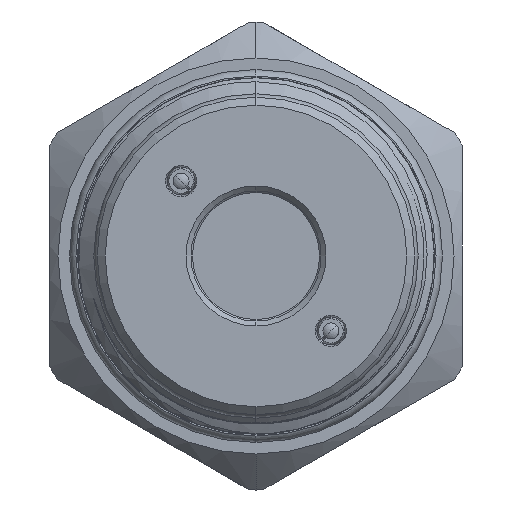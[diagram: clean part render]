
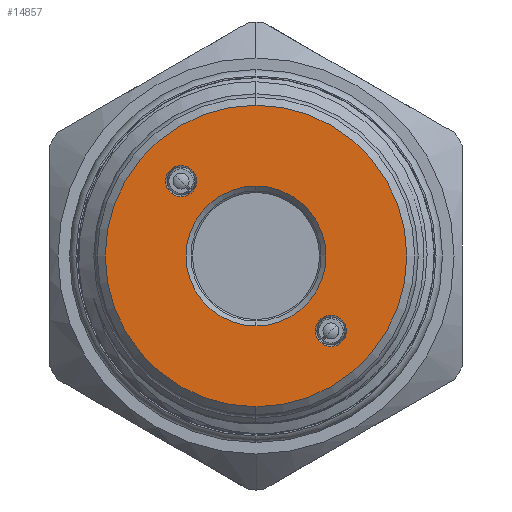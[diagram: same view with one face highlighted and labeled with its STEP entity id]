
A CAD part, left-side view. The second image highlights one B-rep face of the part: STEP entity #14857.
In plain terms, the highlighted planar face has unit normal (-1, 0, 0).
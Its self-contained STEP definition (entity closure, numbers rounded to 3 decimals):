
#315 = EDGE_CURVE ( 'NONE', #1603, #4547, #15990, .T. ) ;
#379 = DIRECTION ( 'NONE',  ( 0., 0., -1. ) ) ;
#413 = ORIENTED_EDGE ( 'NONE', *, *, #2638, .T. ) ;
#489 = AXIS2_PLACEMENT_3D ( 'NONE', #5340, #12869, #10503 ) ;
#545 = DIRECTION ( 'NONE',  ( -1., 0., 0. ) ) ;
#612 = CARTESIAN_POINT ( 'NONE',  ( -7.9, -7.495, -9.056 ) ) ;
#905 = DIRECTION ( 'NONE',  ( 0., 0., 1. ) ) ;
#1590 = FACE_OUTER_BOUND ( 'NONE', #2771, .T. ) ;
#1603 = VERTEX_POINT ( 'NONE', #13197 ) ;
#1655 = DIRECTION ( 'NONE',  ( 0., 0., 1. ) ) ;
#1667 = AXIS2_PLACEMENT_3D ( 'NONE', #13019, #10741, #14865 ) ;
#2638 = EDGE_CURVE ( 'NONE', #10152, #14364, #4192, .T. ) ;
#2655 = CARTESIAN_POINT ( 'NONE',  ( -7.9, 7.495, 9.056 ) ) ;
#2771 = EDGE_LOOP ( 'NONE', ( #10744, #16157 ) ) ;
#3196 = DIRECTION ( 'NONE',  ( -1., 0., 0. ) ) ;
#3204 = DIRECTION ( 'NONE',  ( 0., 0., 1. ) ) ;
#4139 = VERTEX_POINT ( 'NONE', #12416 ) ;
#4192 = CIRCLE ( 'NONE', #1667, 7. ) ;
#4235 = AXIS2_PLACEMENT_3D ( 'NONE', #14411, #15599, #14355 ) ;
#4547 = VERTEX_POINT ( 'NONE', #14846 ) ;
#4801 = CIRCLE ( 'NONE', #10108, 7. ) ;
#5110 = VERTEX_POINT ( 'NONE', #16450 ) ;
#5340 = CARTESIAN_POINT ( 'NONE',  ( -7.9, 0., 0. ) ) ;
#5572 = AXIS2_PLACEMENT_3D ( 'NONE', #6470, #7704, #1655 ) ;
#6107 = ORIENTED_EDGE ( 'NONE', *, *, #11494, .F. ) ;
#6216 = FACE_BOUND ( 'NONE', #16000, .T. ) ;
#6470 = CARTESIAN_POINT ( 'NONE',  ( -7.9, 7.495, 7.495 ) ) ;
#6810 = CARTESIAN_POINT ( 'NONE',  ( -7.9, 0., 0. ) ) ;
#6964 = CARTESIAN_POINT ( 'NONE',  ( -7.9, 0., 7. ) ) ;
#7058 = DIRECTION ( 'NONE',  ( 0., 0., 1. ) ) ;
#7180 = EDGE_CURVE ( 'NONE', #13857, #5110, #13804, .T. ) ;
#7255 = CIRCLE ( 'NONE', #5572, 1.561 ) ;
#7506 = EDGE_CURVE ( 'NONE', #4139, #14812, #7255, .T. ) ;
#7574 = CIRCLE ( 'NONE', #4235, 1.561 ) ;
#7704 = DIRECTION ( 'NONE',  ( -1., 0., 0. ) ) ;
#8610 = DIRECTION ( 'NONE',  ( -1., 0., 0. ) ) ;
#9409 = DIRECTION ( 'NONE',  ( -1., 0., 0. ) ) ;
#9799 = EDGE_CURVE ( 'NONE', #4547, #1603, #13955, .T. ) ;
#9978 = FACE_BOUND ( 'NONE', #10030, .T. ) ;
#10030 = EDGE_LOOP ( 'NONE', ( #6107, #16465 ) ) ;
#10108 = AXIS2_PLACEMENT_3D ( 'NONE', #6810, #15841, #10747 ) ;
#10152 = VERTEX_POINT ( 'NONE', #13444 ) ;
#10258 = ORIENTED_EDGE ( 'NONE', *, *, #16138, .T. ) ;
#10503 = DIRECTION ( 'NONE',  ( 0., 0., 1. ) ) ;
#10618 = ORIENTED_EDGE ( 'NONE', *, *, #7180, .F. ) ;
#10719 = CIRCLE ( 'NONE', #12963, 1.561 ) ;
#10741 = DIRECTION ( 'NONE',  ( 1., 0., 0. ) ) ;
#10744 = ORIENTED_EDGE ( 'NONE', *, *, #315, .T. ) ;
#10747 = DIRECTION ( 'NONE',  ( 0., 0., 1. ) ) ;
#10812 = CARTESIAN_POINT ( 'NONE',  ( -7.9, -7.495, -7.495 ) ) ;
#11494 = EDGE_CURVE ( 'NONE', #14812, #4139, #10719, .T. ) ;
#11677 = PLANE ( 'NONE',  #489 ) ;
#11736 = EDGE_CURVE ( 'NONE', #5110, #13857, #7574, .T. ) ;
#12063 = CARTESIAN_POINT ( 'NONE',  ( -7.9, 0., 0. ) ) ;
#12334 = CARTESIAN_POINT ( 'NONE',  ( -7.9, 7.495, 7.495 ) ) ;
#12416 = CARTESIAN_POINT ( 'NONE',  ( -7.9, 7.495, 5.935 ) ) ;
#12531 = AXIS2_PLACEMENT_3D ( 'NONE', #12063, #3196, #7058 ) ;
#12814 = AXIS2_PLACEMENT_3D ( 'NONE', #10812, #545, #379 ) ;
#12869 = DIRECTION ( 'NONE',  ( 1., 0., 0. ) ) ;
#12963 = AXIS2_PLACEMENT_3D ( 'NONE', #12334, #8610, #905 ) ;
#12986 = FACE_BOUND ( 'NONE', #13383, .T. ) ;
#13019 = CARTESIAN_POINT ( 'NONE',  ( -7.9, 0., 0. ) ) ;
#13197 = CARTESIAN_POINT ( 'NONE',  ( -7.9, 0., 15.075 ) ) ;
#13383 = EDGE_LOOP ( 'NONE', ( #413, #10258 ) ) ;
#13444 = CARTESIAN_POINT ( 'NONE',  ( -7.9, 0., -7. ) ) ;
#13467 = CARTESIAN_POINT ( 'NONE',  ( -7.9, 0., 0. ) ) ;
#13804 = CIRCLE ( 'NONE', #12814, 1.561 ) ;
#13857 = VERTEX_POINT ( 'NONE', #612 ) ;
#13955 = CIRCLE ( 'NONE', #12531, 15.075 ) ;
#14355 = DIRECTION ( 'NONE',  ( 0., 0., -1. ) ) ;
#14364 = VERTEX_POINT ( 'NONE', #6964 ) ;
#14411 = CARTESIAN_POINT ( 'NONE',  ( -7.9, -7.495, -7.495 ) ) ;
#14474 = AXIS2_PLACEMENT_3D ( 'NONE', #13467, #9409, #3204 ) ;
#14812 = VERTEX_POINT ( 'NONE', #2655 ) ;
#14846 = CARTESIAN_POINT ( 'NONE',  ( -7.9, 0., -15.075 ) ) ;
#14857 = ADVANCED_FACE ( 'NONE', ( #12986, #6216, #1590, #9978 ), #11677, .F. ) ;
#14865 = DIRECTION ( 'NONE',  ( 0., 0., 1. ) ) ;
#15599 = DIRECTION ( 'NONE',  ( -1., 0., 0. ) ) ;
#15841 = DIRECTION ( 'NONE',  ( 1., 0., 0. ) ) ;
#15990 = CIRCLE ( 'NONE', #14474, 15.075 ) ;
#16000 = EDGE_LOOP ( 'NONE', ( #10618, #16145 ) ) ;
#16138 = EDGE_CURVE ( 'NONE', #14364, #10152, #4801, .T. ) ;
#16145 = ORIENTED_EDGE ( 'NONE', *, *, #11736, .F. ) ;
#16157 = ORIENTED_EDGE ( 'NONE', *, *, #9799, .T. ) ;
#16450 = CARTESIAN_POINT ( 'NONE',  ( -7.9, -7.495, -5.935 ) ) ;
#16465 = ORIENTED_EDGE ( 'NONE', *, *, #7506, .F. ) ;
